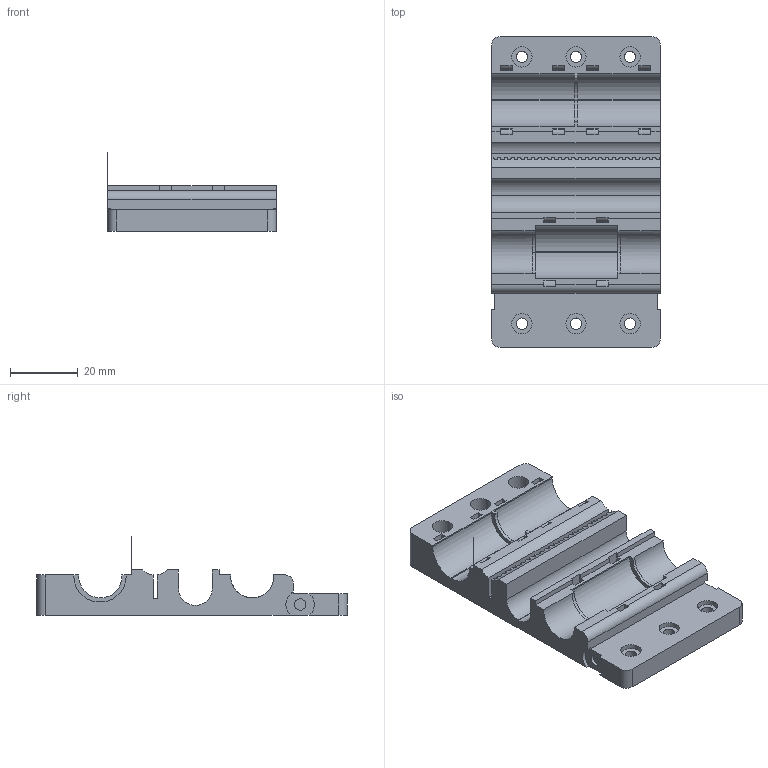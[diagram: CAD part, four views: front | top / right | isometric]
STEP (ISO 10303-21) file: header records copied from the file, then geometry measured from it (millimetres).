
FILE_DESCRIPTION(('FreeCAD Model'),'2;1');
FILE_NAME('ALBR_SmallBody_Front_BeltFixing.step','2019-06-23T17:32:56',('Author'),(''), 'Open CASCADE STEP processor 7.2','FreeCAD','Unknown');
FILE_SCHEMA(('AUTOMOTIVE_DESIGN { 1 0 10303 214 1 1 1 1 }'));
Products named in the file (1): EXPORT_ALBR_SmallBody_Front_BeltFixing
Bounding box: 50 x 92 x 23.38 mm (x, y, z)
Volume: 35305.3 mm3; surface area: 17647.5 mm2
Topology: 1 solids, 1 shells, 861 faces, 2588 edges, 1729 vertices
Faces by surface type: plane 793, cylinder 68
Full cylindrical faces by diameter (mm): 3.4 x8, 6 x6
Entity records: 66775 total; most frequent: CARTESIAN_POINT 16307, DIRECTION 9244, ORIENTED_EDGE 5176, PCURVE 5176, DEFINITIONAL_REPRESENTATION 5176, LINE 5153, VECTOR 5153, EDGE_CURVE 2588
